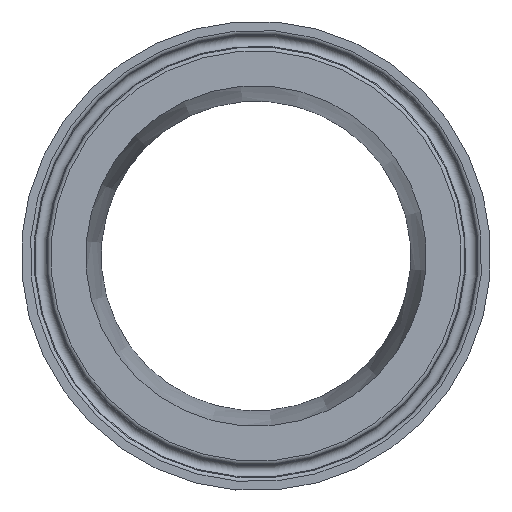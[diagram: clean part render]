
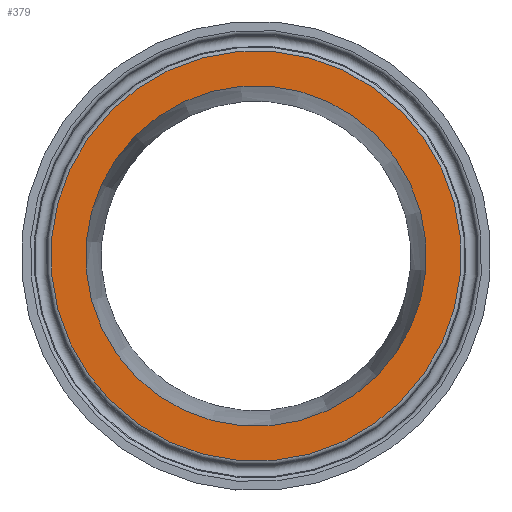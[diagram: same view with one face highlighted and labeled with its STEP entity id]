
A CAD part, left-side view. The second image highlights one B-rep face of the part: STEP entity #379.
In plain terms, the highlighted planar face has unit normal (-1, 0, 0).
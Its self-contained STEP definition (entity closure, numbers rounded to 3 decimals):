
#48=FACE_BOUND('',#125,.T.);
#80=FACE_OUTER_BOUND('',#124,.T.);
#124=EDGE_LOOP('',(#284));
#125=EDGE_LOOP('',(#285));
#177=CIRCLE('',#425,39.747);
#179=CIRCLE('',#429,33.);
#209=VERTEX_POINT('',#633);
#211=VERTEX_POINT('',#639);
#241=EDGE_CURVE('',#209,#209,#177,.T.);
#243=EDGE_CURVE('',#211,#211,#179,.T.);
#284=ORIENTED_EDGE('',*,*,#241,.F.);
#285=ORIENTED_EDGE('',*,*,#243,.F.);
#327=PLANE('',#428);
#379=ADVANCED_FACE('',(#80,#48),#327,.T.);
#425=AXIS2_PLACEMENT_3D('',#634,#515,#516);
#428=AXIS2_PLACEMENT_3D('',#638,#521,#522);
#429=AXIS2_PLACEMENT_3D('',#640,#523,#524);
#515=DIRECTION('center_axis',(1.,0.,0.));
#516=DIRECTION('ref_axis',(0.,-0.966,0.26));
#521=DIRECTION('center_axis',(-1.,0.,0.));
#522=DIRECTION('ref_axis',(0.,0.26,0.966));
#523=DIRECTION('center_axis',(-1.,0.,0.));
#524=DIRECTION('ref_axis',(0.,0.26,0.966));
#633=CARTESIAN_POINT('',(-134.,38.379,-10.338));
#634=CARTESIAN_POINT('Origin',(-134.,0.,0.));
#638=CARTESIAN_POINT('Origin',(-134.,31.864,-8.583));
#639=CARTESIAN_POINT('',(-134.,31.864,-8.583));
#640=CARTESIAN_POINT('Origin',(-134.,0.,0.));
